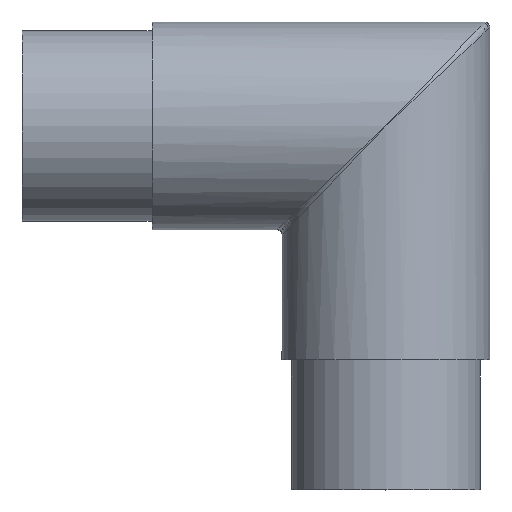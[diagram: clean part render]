
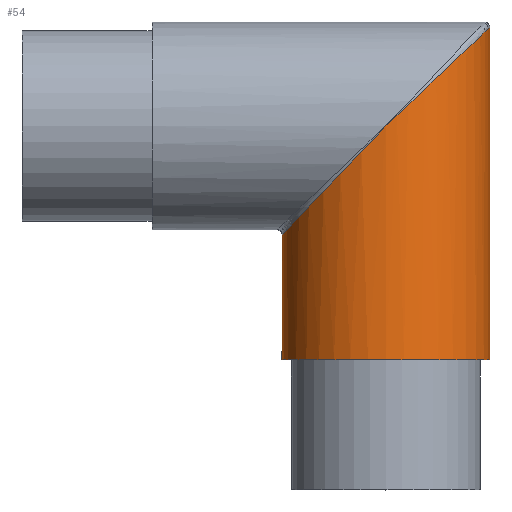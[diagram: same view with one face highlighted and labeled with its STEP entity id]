
A CAD part, top view. The second image highlights one B-rep face of the part: STEP entity #54.
In plain terms, the highlighted cylindrical face has radius 20 mm (diameter 40 mm), a full revolution.
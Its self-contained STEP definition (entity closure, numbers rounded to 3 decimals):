
#54=ADVANCED_FACE('',(#91,#92),#71,.T.);
#71=CYLINDRICAL_SURFACE('',#234,20.);
#79=CIRCLE('',#233,20.);
#91=FACE_BOUND('',#119,.T.);
#92=FACE_BOUND('',#120,.T.);
#119=EDGE_LOOP('',(#150,#151));
#120=EDGE_LOOP('',(#152));
#150=ORIENTED_EDGE('',*,*,#204,.T.);
#151=ORIENTED_EDGE('',*,*,#205,.T.);
#152=ORIENTED_EDGE('',*,*,#206,.F.);
#188=VERTEX_POINT('',#334);
#189=VERTEX_POINT('',#335);
#190=VERTEX_POINT('',#338);
#204=EDGE_CURVE('',#188,#189,#223,.T.);
#205=EDGE_CURVE('',#189,#188,#224,.T.);
#206=EDGE_CURVE('',#190,#190,#79,.T.);
#223=ELLIPSE('',#231,27.586,20.);
#224=ELLIPSE('',#232,29.,20.);
#231=AXIS2_PLACEMENT_3D('',#333,#266,#267);
#232=AXIS2_PLACEMENT_3D('',#336,#268,#269);
#233=AXIS2_PLACEMENT_3D('',#337,#270,#271);
#234=AXIS2_PLACEMENT_3D('',#339,#272,#273);
#266=DIRECTION('',(0.689,-0.725,0.));
#267=DIRECTION('',(-0.725,-0.689,0.));
#268=DIRECTION('',(0.724,-0.69,0.));
#269=DIRECTION('',(-0.69,-0.724,0.));
#270=DIRECTION('',(0.,-1.,0.));
#271=DIRECTION('',(0.,0.,-1.));
#272=DIRECTION('',(0.,-1.,0.));
#273=DIRECTION('',(0.,0.,-1.));
#333=CARTESIAN_POINT('',(45.,-20.,0.));
#334=CARTESIAN_POINT('',(45.,-20.,-20.));
#335=CARTESIAN_POINT('',(45.,-20.,20.));
#336=CARTESIAN_POINT('',(45.,-20.,0.));
#337=CARTESIAN_POINT('',(45.,-65.,0.));
#338=CARTESIAN_POINT('',(45.,-65.,-20.));
#339=CARTESIAN_POINT('',(45.,499935.,0.));
